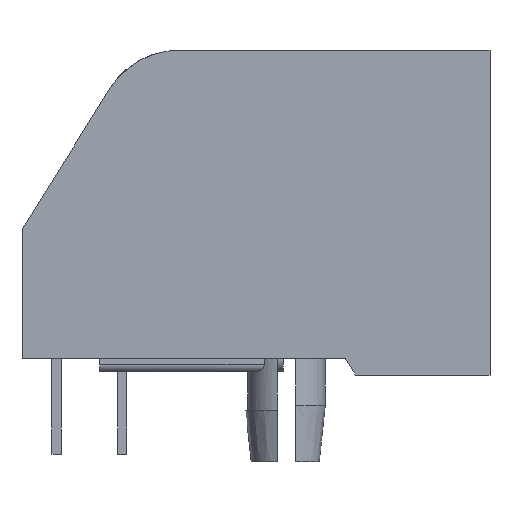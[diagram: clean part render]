
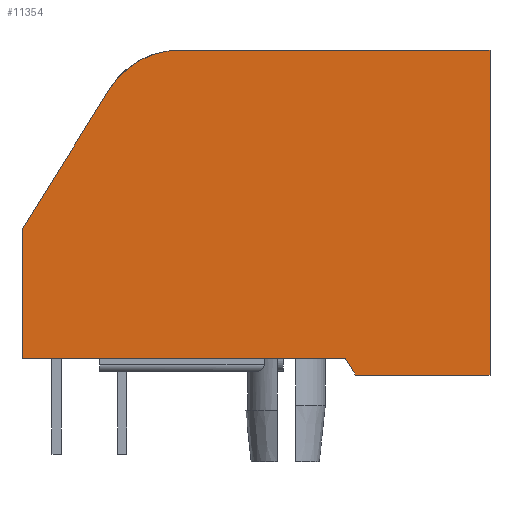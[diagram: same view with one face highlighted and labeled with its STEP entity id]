
A CAD part, left-side view. The second image highlights one B-rep face of the part: STEP entity #11354.
In plain terms, the highlighted face is planar.
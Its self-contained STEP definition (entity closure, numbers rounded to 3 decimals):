
#187=CIRCLE('',#11840,3.191);
#845=ORIENTED_EDGE('',*,*,#3300,.F.);
#846=ORIENTED_EDGE('',*,*,#3298,.F.);
#847=ORIENTED_EDGE('',*,*,#3292,.F.);
#848=ORIENTED_EDGE('',*,*,#3185,.F.);
#849=ORIENTED_EDGE('',*,*,#3301,.F.);
#850=ORIENTED_EDGE('',*,*,#3302,.F.);
#851=ORIENTED_EDGE('',*,*,#3303,.F.);
#852=ORIENTED_EDGE('',*,*,#3304,.F.);
#3185=EDGE_CURVE('',#4410,#4411,#5235,.T.);
#3292=EDGE_CURVE('',#4411,#4495,#5319,.T.);
#3298=EDGE_CURVE('',#4495,#4498,#187,.T.);
#3300=EDGE_CURVE('',#4498,#4499,#5325,.T.);
#3301=EDGE_CURVE('',#4500,#4410,#5326,.T.);
#3302=EDGE_CURVE('',#4501,#4500,#5327,.T.);
#3303=EDGE_CURVE('',#4502,#4501,#5328,.T.);
#3304=EDGE_CURVE('',#4499,#4502,#5329,.T.);
#4410=VERTEX_POINT('',#15183);
#4411=VERTEX_POINT('',#15185);
#4495=VERTEX_POINT('',#15433);
#4498=VERTEX_POINT('',#15444);
#4499=VERTEX_POINT('',#15448);
#4500=VERTEX_POINT('',#15450);
#4501=VERTEX_POINT('',#15452);
#4502=VERTEX_POINT('',#15454);
#5235=LINE('',#15184,#6351);
#5319=LINE('',#15432,#6435);
#5325=LINE('',#15447,#6441);
#5326=LINE('',#15449,#6442);
#5327=LINE('',#15451,#6443);
#5328=LINE('',#15453,#6444);
#5329=LINE('',#15455,#6445);
#6351=VECTOR('',#12772,1000.);
#6435=VECTOR('',#12954,1000.);
#6441=VECTOR('',#12970,1000.);
#6442=VECTOR('',#12971,1000.);
#6443=VECTOR('',#12972,1000.);
#6444=VECTOR('',#12973,1000.);
#6445=VECTOR('',#12974,1000.);
#7219=EDGE_LOOP('',(#845,#846,#847,#848,#849,#850,#851,#852));
#7643=FACE_BOUND('',#7219,.T.);
#8053=PLANE('',#11841);
#11354=ADVANCED_FACE('',(#7643),#8053,.F.);
#11840=AXIS2_PLACEMENT_3D('',#15443,#12965,#12966);
#11841=AXIS2_PLACEMENT_3D('',#15446,#12968,#12969);
#12772=DIRECTION('',(0.,0.,1.));
#12954=DIRECTION('',(-0.53,0.,0.848));
#12965=DIRECTION('',(0.,-1.,0.));
#12966=DIRECTION('',(1.,0.,0.));
#12968=DIRECTION('',(0.,-1.,0.));
#12969=DIRECTION('',(0.,0.,-1.));
#12970=DIRECTION('',(-1.,0.,0.));
#12971=DIRECTION('',(1.,0.,0.));
#12972=DIRECTION('',(0.53,0.,0.848));
#12973=DIRECTION('',(1.,0.,0.));
#12974=DIRECTION('',(0.,0.,-1.));
#15183=CARTESIAN_POINT('',(12.1,6.605,-5.645));
#15184=CARTESIAN_POINT('',(12.1,6.605,-5.645));
#15185=CARTESIAN_POINT('',(12.1,6.605,-0.645));
#15432=CARTESIAN_POINT('',(12.1,6.605,-0.645));
#15433=CARTESIAN_POINT('',(8.706,6.605,4.785));
#15443=CARTESIAN_POINT('',(6.,6.605,3.094));
#15444=CARTESIAN_POINT('',(6.,6.605,6.285));
#15446=CARTESIAN_POINT('',(6.,6.605,3.094));
#15447=CARTESIAN_POINT('',(6.,6.605,6.285));
#15448=CARTESIAN_POINT('',(-6.,6.605,6.285));
#15449=CARTESIAN_POINT('',(-0.4,6.605,-5.645));
#15450=CARTESIAN_POINT('',(-0.4,6.605,-5.645));
#15451=CARTESIAN_POINT('',(-0.8,6.605,-6.285));
#15452=CARTESIAN_POINT('',(-0.8,6.605,-6.285));
#15453=CARTESIAN_POINT('',(-6.,6.605,-6.285));
#15454=CARTESIAN_POINT('',(-6.,6.605,-6.285));
#15455=CARTESIAN_POINT('',(-6.,6.605,6.285));
